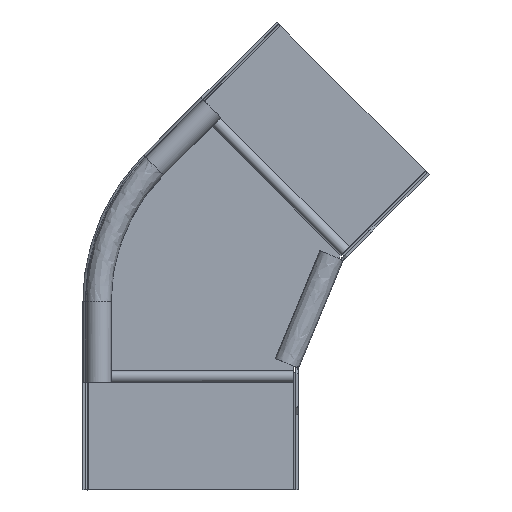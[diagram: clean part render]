
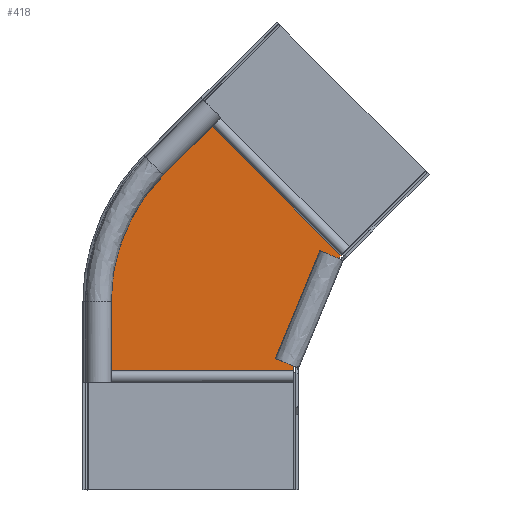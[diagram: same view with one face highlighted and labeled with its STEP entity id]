
A CAD part, top view. The second image highlights one B-rep face of the part: STEP entity #418.
In plain terms, the highlighted planar face has unit normal (0, 0, 1).
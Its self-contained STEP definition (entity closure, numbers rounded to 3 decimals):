
#418=ADVANCED_FACE('',(#798),#6076,.T.);
#798=FACE_OUTER_BOUND('',#1203,.T.);
#1203=EDGE_LOOP('',(#3081,#3082,#3083,#3084,#3085,#3086,#3087,#3088));
#3081=ORIENTED_EDGE('',*,*,#4074,.F.);
#3082=ORIENTED_EDGE('',*,*,#4083,.T.);
#3083=ORIENTED_EDGE('',*,*,#4101,.F.);
#3084=ORIENTED_EDGE('',*,*,#4096,.F.);
#3085=ORIENTED_EDGE('',*,*,#4086,.F.);
#3086=ORIENTED_EDGE('',*,*,#4085,.F.);
#3087=ORIENTED_EDGE('',*,*,#4049,.F.);
#3088=ORIENTED_EDGE('',*,*,#4045,.T.);
#4045=EDGE_CURVE('',#5654,#5655,#5038,.T.);
#4049=EDGE_CURVE('',#5654,#5661,#5042,.T.);
#4074=EDGE_CURVE('',#5684,#5655,#5061,.T.);
#4083=EDGE_CURVE('',#5684,#5691,#5065,.T.);
#4085=EDGE_CURVE('',#5661,#5692,#5066,.T.);
#4086=EDGE_CURVE('',#5692,#5693,#5067,.T.);
#4096=EDGE_CURVE('',#5693,#5694,#4260,.T.);
#4101=EDGE_CURVE('',#5694,#5691,#5074,.T.);
#4260=(
BOUNDED_CURVE()
B_SPLINE_CURVE(2,(#15967,#15968,#15969),.UNSPECIFIED.,.F.,.F.)
B_SPLINE_CURVE_WITH_KNOTS((3,3),(-76.183,0.),.UNSPECIFIED.)
CURVE()
GEOMETRIC_REPRESENTATION_ITEM()
RATIONAL_B_SPLINE_CURVE((1.,0.924,1.))
REPRESENTATION_ITEM('')
);
#5038=B_SPLINE_CURVE_WITH_KNOTS('',1,(#15827,#15828),.UNSPECIFIED.,.F.,
 .F.,(2,2),(0.,57.822),.UNSPECIFIED.);
#5042=B_SPLINE_CURVE_WITH_KNOTS('',1,(#15835,#15836),.UNSPECIFIED.,.F.,
 .F.,(2,2),(0.,1.157),.UNSPECIFIED.);
#5061=B_SPLINE_CURVE_WITH_KNOTS('',1,(#15895,#15896),.UNSPECIFIED.,.F.,
 .F.,(2,2),(-1.157,0.),.UNSPECIFIED.);
#5065=B_SPLINE_CURVE_WITH_KNOTS('',1,(#15926,#15927),.UNSPECIFIED.,.F.,
 .F.,(2,2),(0.,98.5),.UNSPECIFIED.);
#5066=B_SPLINE_CURVE_WITH_KNOTS('',1,(#15931,#15932),.UNSPECIFIED.,.F.,
 .F.,(2,2),(0.,98.5),.UNSPECIFIED.);
#5067=B_SPLINE_CURVE_WITH_KNOTS('',1,(#15933,#15934),.UNSPECIFIED.,.F.,
 .F.,(2,2),(0.,33.072),.UNSPECIFIED.);
#5074=B_SPLINE_CURVE_WITH_KNOTS('',1,(#15979,#15980),.UNSPECIFIED.,.F.,
 .F.,(2,2),(-33.072,0.),.UNSPECIFIED.);
#5654=VERTEX_POINT('',#15778);
#5655=VERTEX_POINT('',#15779);
#5661=VERTEX_POINT('',#15785);
#5684=VERTEX_POINT('',#15808);
#5691=VERTEX_POINT('',#15815);
#5692=VERTEX_POINT('',#15816);
#5693=VERTEX_POINT('',#15817);
#5694=VERTEX_POINT('',#15818);
#6076=PLANE('',#6348);
#6348=AXIS2_PLACEMENT_3D('',#15646,#6585,$);
#6585=DIRECTION('',(0.,0.,1.));
#15646=CARTESIAN_POINT('',(84.671,44.493,1.25));
#15778=CARTESIAN_POINT('',(49.25,58.485,1.25));
#15779=CARTESIAN_POINT('',(71.378,111.906,1.25));
#15785=CARTESIAN_POINT('',(49.25,57.328,1.25));
#15808=CARTESIAN_POINT('',(72.196,112.724,1.25));
#15815=CARTESIAN_POINT('',(2.546,182.374,1.25));
#15816=CARTESIAN_POINT('',(-49.25,57.328,1.25));
#15817=CARTESIAN_POINT('',(-49.25,90.4,1.25));
#15818=CARTESIAN_POINT('',(-20.84,158.989,1.25));
#15827=CARTESIAN_POINT('',(49.25,58.485,1.25));
#15828=CARTESIAN_POINT('',(71.378,111.906,1.25));
#15835=CARTESIAN_POINT('',(49.25,58.485,1.25));
#15836=CARTESIAN_POINT('',(49.25,57.328,1.25));
#15895=CARTESIAN_POINT('',(72.196,112.724,1.25));
#15896=CARTESIAN_POINT('',(71.378,111.906,1.25));
#15926=CARTESIAN_POINT('',(72.196,112.724,1.25));
#15927=CARTESIAN_POINT('',(2.546,182.374,1.25));
#15931=CARTESIAN_POINT('',(49.25,57.328,1.25));
#15932=CARTESIAN_POINT('',(-49.25,57.328,1.25));
#15933=CARTESIAN_POINT('',(-49.25,57.328,1.25));
#15934=CARTESIAN_POINT('',(-49.25,90.4,1.25));
#15967=CARTESIAN_POINT('',(-49.25,90.4,1.25));
#15968=CARTESIAN_POINT('',(-49.25,130.578,1.25));
#15969=CARTESIAN_POINT('',(-20.84,158.989,1.25));
#15979=CARTESIAN_POINT('',(-20.84,158.989,1.25));
#15980=CARTESIAN_POINT('',(2.546,182.374,1.25));
